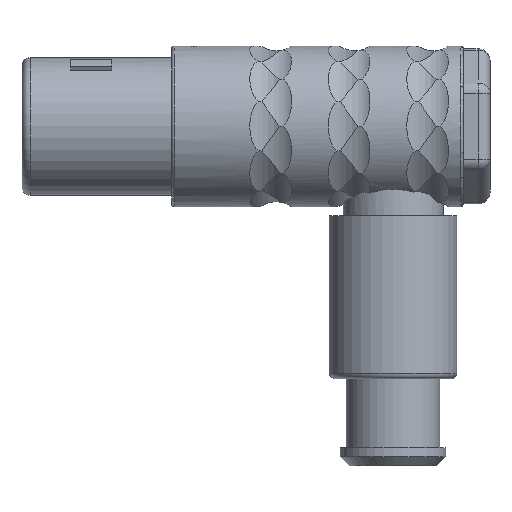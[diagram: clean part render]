
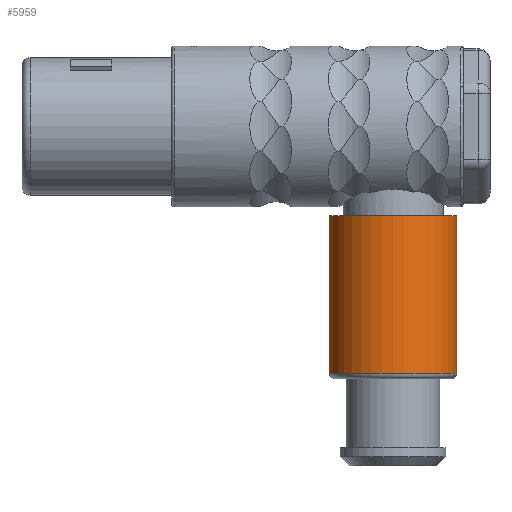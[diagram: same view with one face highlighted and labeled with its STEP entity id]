
A CAD part, top view. The second image highlights one B-rep face of the part: STEP entity #5959.
In plain terms, the highlighted cylindrical face has radius 6.95 mm (diameter 13.9 mm), a partial arc.
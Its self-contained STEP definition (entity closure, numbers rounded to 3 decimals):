
#663=CARTESIAN_POINT('',(24.9,-9.75,0.));
#664=DIRECTION('',(0.,-1.,0.));
#665=DIRECTION('',(1.,0.,0.));
#666=AXIS2_PLACEMENT_3D('',#663,#664,#665);
#673=DIRECTION('',(0.,1.,0.));
#674=VECTOR('',#673,17.15);
#675=CARTESIAN_POINT('',(31.85,-26.9,0.));
#676=LINE('',#675,#674);
#677=DIRECTION('',(0.,1.,0.));
#678=VECTOR('',#677,17.15);
#679=CARTESIAN_POINT('',(17.95,-26.9,0.));
#680=LINE('',#679,#678);
#691=CARTESIAN_POINT('',(24.9,-26.9,0.));
#692=DIRECTION('',(0.,1.,0.));
#693=DIRECTION('',(-1.,0.,0.));
#694=AXIS2_PLACEMENT_3D('',#691,#692,#693);
#5071=CARTESIAN_POINT('',(31.85,-9.75,0.));
#5072=CARTESIAN_POINT('',(17.95,-9.75,0.));
#5073=VERTEX_POINT('',#5071);
#5074=VERTEX_POINT('',#5072);
#5212=CARTESIAN_POINT('',(31.85,-26.9,0.));
#5213=CARTESIAN_POINT('',(17.95,-26.9,0.));
#5214=VERTEX_POINT('',#5212);
#5215=VERTEX_POINT('',#5213);
#5948=CARTESIAN_POINT('',(24.9,1.85,0.));
#5949=DIRECTION('',(0.,-1.,0.));
#5950=DIRECTION('',(-1.,0.,0.));
#5951=AXIS2_PLACEMENT_3D('',#5948,#5949,#5950);
#5952=CYLINDRICAL_SURFACE('',#5951,6.95);
#5953=ORIENTED_EDGE('',*,*,#5939,.F.);
#5954=ORIENTED_EDGE('',*,*,#5914,.T.);
#5955=ORIENTED_EDGE('',*,*,#5895,.F.);
#5956=ORIENTED_EDGE('',*,*,#5911,.F.);
#5957=EDGE_LOOP('',(#5953,#5954,#5955,#5956));
#5958=FACE_OUTER_BOUND('',#5957,.F.);
#5959=ADVANCED_FACE('',(#5958),#5952,.T.);
#667=CIRCLE('',#666,6.95);
#695=CIRCLE('',#694,6.95);
#5895=EDGE_CURVE('',#5073,#5074,#667,.T.);
#5911=EDGE_CURVE('',#5214,#5073,#676,.T.);
#5914=EDGE_CURVE('',#5215,#5074,#680,.T.);
#5939=EDGE_CURVE('',#5215,#5214,#695,.T.);
